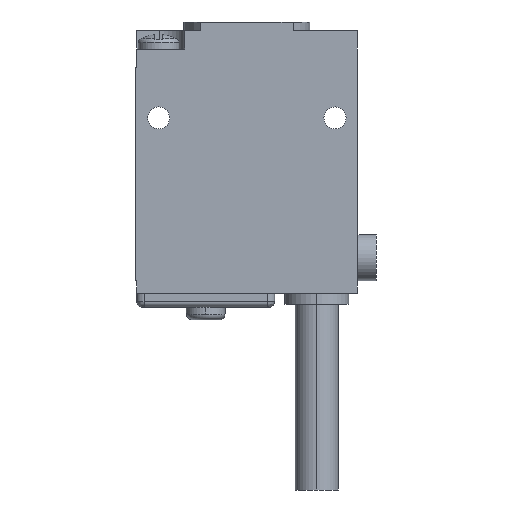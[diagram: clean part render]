
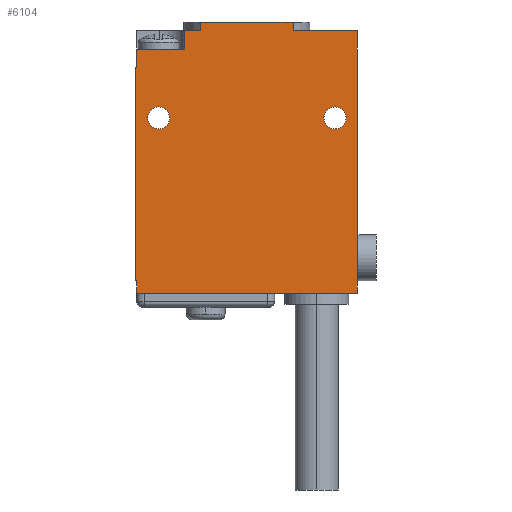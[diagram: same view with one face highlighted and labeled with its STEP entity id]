
A CAD part, left-side view. The second image highlights one B-rep face of the part: STEP entity #6104.
In plain terms, the highlighted planar face has unit normal (-1, 0, 0).
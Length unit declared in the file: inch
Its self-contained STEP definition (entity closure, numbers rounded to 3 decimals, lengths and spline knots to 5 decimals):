
#17=DIRECTION('',(0.,1.,0.));
#18=VECTOR('',#17,1.2);
#19=CARTESIAN_POINT('',(-0.236,0.005,-1.23));
#20=LINE('',#19,#18);
#83=DIRECTION('',(0.,1.,0.));
#84=VECTOR('',#83,0.005);
#85=CARTESIAN_POINT('',(-0.236,0.,-1.16));
#86=LINE('',#85,#84);
#87=DIRECTION('',(0.,0.,-1.));
#88=VECTOR('',#87,0.07);
#89=CARTESIAN_POINT('',(-0.236,0.005,-1.16));
#90=LINE('',#89,#88);
#91=DIRECTION('',(0.,1.,0.));
#92=VECTOR('',#91,0.005);
#93=CARTESIAN_POINT('',(-0.236,1.205,-1.16));
#94=LINE('',#93,#92);
#95=DIRECTION('',(0.,0.,1.));
#96=VECTOR('',#95,1.16);
#97=CARTESIAN_POINT('',(-0.236,1.21,-1.16));
#98=LINE('',#97,#96);
#99=DIRECTION('',(0.,-1.,0.));
#100=VECTOR('',#99,0.005);
#101=CARTESIAN_POINT('',(-0.236,1.21,0.));
#102=LINE('',#101,#100);
#103=DIRECTION('',(0.,-1.,0.));
#104=VECTOR('',#103,0.263);
#105=CARTESIAN_POINT('',(-0.236,1.205,0.1));
#106=LINE('',#105,#104);
#107=DIRECTION('',(0.,0.,-1.));
#108=VECTOR('',#107,0.1);
#109=CARTESIAN_POINT('',(-0.236,0.942,0.2));
#110=LINE('',#109,#108);
#111=DIRECTION('',(0.,0.,1.));
#112=VECTOR('',#111,0.047);
#113=CARTESIAN_POINT('',(-0.236,0.85665,0.2));
#114=LINE('',#113,#112);
#115=DIRECTION('',(0.,0.,-1.));
#116=VECTOR('',#115,0.2);
#117=CARTESIAN_POINT('',(-0.236,0.005,0.2));
#118=LINE('',#117,#116);
#119=DIRECTION('',(0.,-1.,0.));
#120=VECTOR('',#119,0.005);
#121=CARTESIAN_POINT('',(-0.236,0.005,0.));
#122=LINE('',#121,#120);
#123=DIRECTION('',(0.,0.,-1.));
#124=VECTOR('',#123,1.16);
#125=CARTESIAN_POINT('',(-0.236,0.,0.));
#126=LINE('',#125,#124);
#127=CARTESIAN_POINT('',(-0.236,1.085,-0.275));
#128=DIRECTION('',(1.,0.,0.));
#129=DIRECTION('',(0.,0.,-1.));
#130=AXIS2_PLACEMENT_3D('',#127,#128,#129);
#132=CARTESIAN_POINT('',(-0.236,1.085,-0.275));
#133=DIRECTION('',(1.,0.,0.));
#134=DIRECTION('',(0.,0.,1.));
#135=AXIS2_PLACEMENT_3D('',#132,#133,#134);
#137=CARTESIAN_POINT('',(-0.236,0.125,-0.275));
#138=DIRECTION('',(1.,0.,0.));
#139=DIRECTION('',(0.,0.,-1.));
#140=AXIS2_PLACEMENT_3D('',#137,#138,#139);
#142=CARTESIAN_POINT('',(-0.236,0.125,-0.275));
#143=DIRECTION('',(1.,0.,0.));
#144=DIRECTION('',(0.,0.,1.));
#145=AXIS2_PLACEMENT_3D('',#142,#143,#144);
#147=DIRECTION('',(0.,0.,-1.));
#148=VECTOR('',#147,0.07);
#149=CARTESIAN_POINT('',(-0.236,1.205,-1.16));
#150=LINE('',#149,#148);
#280=DIRECTION('',(0.,1.,0.));
#281=VECTOR('',#280,0.34835);
#282=CARTESIAN_POINT('',(-0.236,0.005,0.2));
#283=LINE('',#282,#281);
#602=DIRECTION('',(0.,0.,1.));
#603=VECTOR('',#602,0.047);
#604=CARTESIAN_POINT('',(-0.236,0.35335,0.2));
#605=LINE('',#604,#603);
#615=DIRECTION('',(0.,-1.,0.));
#616=VECTOR('',#615,0.50331);
#617=CARTESIAN_POINT('',(-0.236,0.85665,0.247));
#618=LINE('',#617,#616);
#670=DIRECTION('',(0.,1.,0.));
#671=VECTOR('',#670,0.08535);
#672=CARTESIAN_POINT('',(-0.236,0.85665,0.2));
#673=LINE('',#672,#671);
#713=DIRECTION('',(0.,0.,-1.));
#714=VECTOR('',#713,0.1);
#715=CARTESIAN_POINT('',(-0.236,1.205,0.1));
#716=LINE('',#715,#714);
#4671=CARTESIAN_POINT('',(-0.236,0.,0.));
#4672=CARTESIAN_POINT('',(-0.236,0.,-1.16));
#4673=VERTEX_POINT('',#4671);
#4674=VERTEX_POINT('',#4672);
#4675=CARTESIAN_POINT('',(-0.236,1.21,-1.16));
#4676=CARTESIAN_POINT('',(-0.236,1.21,0.));
#4677=VERTEX_POINT('',#4675);
#4678=VERTEX_POINT('',#4676);
#4695=CARTESIAN_POINT('',(-0.236,1.085,-0.335));
#4696=CARTESIAN_POINT('',(-0.236,1.085,-0.215));
#4697=VERTEX_POINT('',#4695);
#4698=VERTEX_POINT('',#4696);
#4699=CARTESIAN_POINT('',(-0.236,0.125,-0.335));
#4700=CARTESIAN_POINT('',(-0.236,0.125,-0.215));
#4701=VERTEX_POINT('',#4699);
#4702=VERTEX_POINT('',#4700);
#4933=CARTESIAN_POINT('',(-0.236,0.85665,0.247));
#4934=CARTESIAN_POINT('',(-0.236,0.35335,0.247));
#4935=VERTEX_POINT('',#4933);
#4936=VERTEX_POINT('',#4934);
#4959=CARTESIAN_POINT('',(-0.236,0.942,0.2));
#4960=VERTEX_POINT('',#4959);
#4961=CARTESIAN_POINT('',(-0.236,0.942,0.1));
#4962=VERTEX_POINT('',#4961);
#4971=CARTESIAN_POINT('',(-0.236,0.005,0.2));
#4972=VERTEX_POINT('',#4971);
#4989=CARTESIAN_POINT('',(-0.236,1.205,0.1));
#4990=VERTEX_POINT('',#4989);
#4994=CARTESIAN_POINT('',(-0.236,0.85665,0.2));
#4996=VERTEX_POINT('',#4994);
#4997=CARTESIAN_POINT('',(-0.236,0.35335,0.2));
#4999=VERTEX_POINT('',#4997);
#5057=CARTESIAN_POINT('',(-0.236,1.205,0.));
#5059=VERTEX_POINT('',#5057);
#5061=CARTESIAN_POINT('',(-0.236,0.005,0.));
#5063=VERTEX_POINT('',#5061);
#5260=CARTESIAN_POINT('',(-0.236,0.005,-1.23));
#5262=VERTEX_POINT('',#5260);
#5263=CARTESIAN_POINT('',(-0.236,1.205,-1.23));
#5264=VERTEX_POINT('',#5263);
#5653=CARTESIAN_POINT('',(-0.236,0.005,-1.16));
#5655=VERTEX_POINT('',#5653);
#5657=CARTESIAN_POINT('',(-0.236,1.205,-1.16));
#5659=VERTEX_POINT('',#5657);
#6052=CARTESIAN_POINT('',(-0.236,0.,0.));
#6053=DIRECTION('',(1.,0.,0.));
#6054=DIRECTION('',(0.,0.,-1.));
#6055=AXIS2_PLACEMENT_3D('',#6052,#6053,#6054);
#6056=PLANE('',#6055);
#6057=ORIENTED_EDGE('',*,*,#6041,.T.);
#6058=ORIENTED_EDGE('',*,*,#6030,.T.);
#6059=ORIENTED_EDGE('',*,*,#5992,.T.);
#6061=ORIENTED_EDGE('',*,*,#6060,.F.);
#6063=ORIENTED_EDGE('',*,*,#6062,.T.);
#6065=ORIENTED_EDGE('',*,*,#6064,.T.);
#6067=ORIENTED_EDGE('',*,*,#6066,.T.);
#6069=ORIENTED_EDGE('',*,*,#6068,.F.);
#6071=ORIENTED_EDGE('',*,*,#6070,.T.);
#6073=ORIENTED_EDGE('',*,*,#6072,.F.);
#6075=ORIENTED_EDGE('',*,*,#6074,.F.);
#6077=ORIENTED_EDGE('',*,*,#6076,.T.);
#6079=ORIENTED_EDGE('',*,*,#6078,.T.);
#6081=ORIENTED_EDGE('',*,*,#6080,.F.);
#6083=ORIENTED_EDGE('',*,*,#6082,.F.);
#6085=ORIENTED_EDGE('',*,*,#6084,.T.);
#6087=ORIENTED_EDGE('',*,*,#6086,.T.);
#6089=ORIENTED_EDGE('',*,*,#6088,.T.);
#6090=EDGE_LOOP('',(#6057,#6058,#6059,#6061,#6063,#6065,#6067,#6069,#6071,#6073,
#6075,#6077,#6079,#6081,#6083,#6085,#6087,#6089));
#6091=FACE_OUTER_BOUND('',#6090,.F.);
#6093=ORIENTED_EDGE('',*,*,#6092,.F.);
#6095=ORIENTED_EDGE('',*,*,#6094,.F.);
#6096=EDGE_LOOP('',(#6093,#6095));
#6097=FACE_BOUND('',#6096,.F.);
#6099=ORIENTED_EDGE('',*,*,#6098,.F.);
#6101=ORIENTED_EDGE('',*,*,#6100,.F.);
#6102=EDGE_LOOP('',(#6099,#6101));
#6103=FACE_BOUND('',#6102,.F.);
#6104=ADVANCED_FACE('',(#6091,#6097,#6103),#6056,.F.);
#131=CIRCLE('',#130,0.06);
#136=CIRCLE('',#135,0.06);
#141=CIRCLE('',#140,0.06);
#146=CIRCLE('',#145,0.06);
#5992=EDGE_CURVE('',#5262,#5264,#20,.T.);
#6030=EDGE_CURVE('',#5655,#5262,#90,.T.);
#6041=EDGE_CURVE('',#4674,#5655,#86,.T.);
#6060=EDGE_CURVE('',#5659,#5264,#150,.T.);
#6062=EDGE_CURVE('',#5659,#4677,#94,.T.);
#6064=EDGE_CURVE('',#4677,#4678,#98,.T.);
#6066=EDGE_CURVE('',#4678,#5059,#102,.T.);
#6068=EDGE_CURVE('',#4990,#5059,#716,.T.);
#6070=EDGE_CURVE('',#4990,#4962,#106,.T.);
#6072=EDGE_CURVE('',#4960,#4962,#110,.T.);
#6074=EDGE_CURVE('',#4996,#4960,#673,.T.);
#6076=EDGE_CURVE('',#4996,#4935,#114,.T.);
#6078=EDGE_CURVE('',#4935,#4936,#618,.T.);
#6080=EDGE_CURVE('',#4999,#4936,#605,.T.);
#6082=EDGE_CURVE('',#4972,#4999,#283,.T.);
#6084=EDGE_CURVE('',#4972,#5063,#118,.T.);
#6086=EDGE_CURVE('',#5063,#4673,#122,.T.);
#6088=EDGE_CURVE('',#4673,#4674,#126,.T.);
#6092=EDGE_CURVE('',#4697,#4698,#131,.T.);
#6094=EDGE_CURVE('',#4698,#4697,#136,.T.);
#6098=EDGE_CURVE('',#4701,#4702,#141,.T.);
#6100=EDGE_CURVE('',#4702,#4701,#146,.T.);
